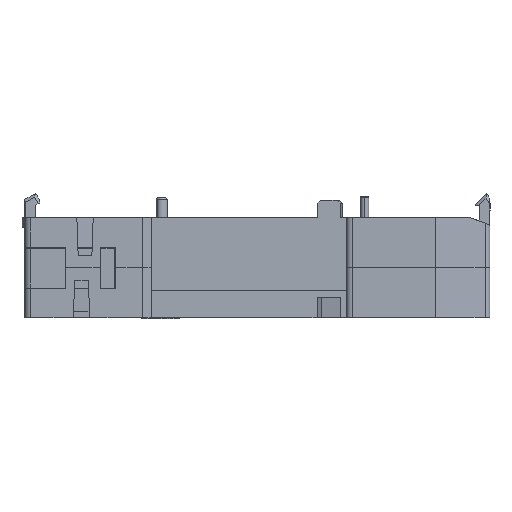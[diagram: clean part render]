
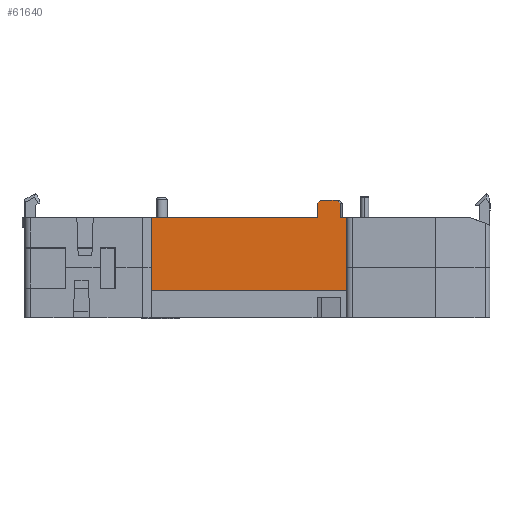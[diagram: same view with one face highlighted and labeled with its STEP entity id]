
A CAD part, front view. The second image highlights one B-rep face of the part: STEP entity #61640.
In plain terms, the highlighted planar face has unit normal (0, -1, 0).
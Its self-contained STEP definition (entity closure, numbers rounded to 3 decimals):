
#2464 = VERTEX_POINT ( 'NONE', #106408 ) ;
#4237 = EDGE_CURVE ( 'NONE', #43797, #117248, #36376, .T. ) ;
#8214 = VECTOR ( 'NONE', #102413, 1000. ) ;
#9033 = CARTESIAN_POINT ( 'NONE',  ( 6.897, -45.996, 2.5 ) ) ;
#9571 = CARTESIAN_POINT ( 'NONE',  ( -26., -45.996, -12.71 ) ) ;
#10199 = DIRECTION ( 'NONE',  ( 1., 0., 0. ) ) ;
#11739 = LINE ( 'NONE', #19501, #105111 ) ;
#13141 = DIRECTION ( 'NONE',  ( 0., -1., 0. ) ) ;
#13226 = VECTOR ( 'NONE', #98332, 1000. ) ;
#14732 = VERTEX_POINT ( 'NONE', #68524 ) ;
#19501 = CARTESIAN_POINT ( 'NONE',  ( 6.897, -45.996, -1.2 ) ) ;
#23268 = CARTESIAN_POINT ( 'NONE',  ( 10., -45.996, -1.2 ) ) ;
#25455 = CARTESIAN_POINT ( 'NONE',  ( 10., -45.996, -1.2 ) ) ;
#26015 = DIRECTION ( 'NONE',  ( -1., 0., 0. ) ) ;
#26720 = CARTESIAN_POINT ( 'NONE',  ( -42.66, -45.996, 0. ) ) ;
#29214 = DIRECTION ( 'NONE',  ( 0., 0., -1. ) ) ;
#30478 = ORIENTED_EDGE ( 'NONE', *, *, #63453, .T. ) ;
#30618 = DIRECTION ( 'NONE',  ( 0.718, 0., -0.696 ) ) ;
#31737 = CARTESIAN_POINT ( 'NONE',  ( -26., -45.996, -1.2 ) ) ;
#31747 = ORIENTED_EDGE ( 'NONE', *, *, #88516, .T. ) ;
#31823 = VERTEX_POINT ( 'NONE', #40330 ) ;
#32128 = VECTOR ( 'NONE', #30618, 1000. ) ;
#34516 = DIRECTION ( 'NONE',  ( 1., 0., 0. ) ) ;
#34914 = AXIS2_PLACEMENT_3D ( 'NONE', #53053, #13141, #44653 ) ;
#36376 = LINE ( 'NONE', #26720, #84148 ) ;
#37623 = EDGE_CURVE ( 'NONE', #70295, #91278, #81893, .T. ) ;
#38195 = ORIENTED_EDGE ( 'NONE', *, *, #67891, .T. ) ;
#39137 = LINE ( 'NONE', #59079, #13226 ) ;
#40330 = CARTESIAN_POINT ( 'NONE',  ( 6.897, -45.996, 0. ) ) ;
#41384 = CARTESIAN_POINT ( 'NONE',  ( -26., -45.996, -1.2 ) ) ;
#41949 = CARTESIAN_POINT ( 'NONE',  ( 6.382, -45.996, 3. ) ) ;
#42347 = EDGE_CURVE ( 'NONE', #84461, #122905, #55423, .T. ) ;
#43457 = ORIENTED_EDGE ( 'NONE', *, *, #42347, .T. ) ;
#43797 = VERTEX_POINT ( 'NONE', #112132 ) ;
#44653 = DIRECTION ( 'NONE',  ( 0., 0., -1. ) ) ;
#45419 = ORIENTED_EDGE ( 'NONE', *, *, #93800, .T. ) ;
#49290 = CARTESIAN_POINT ( 'NONE',  ( 3.839, -45.996, 3.333 ) ) ;
#50192 = EDGE_CURVE ( 'NONE', #91278, #84461, #97755, .T. ) ;
#51935 = LINE ( 'NONE', #61574, #89819 ) ;
#53053 = CARTESIAN_POINT ( 'NONE',  ( -26., -45.996, -1.2 ) ) ;
#54434 = DIRECTION ( 'NONE',  ( 0., 0., 1. ) ) ;
#55423 = LINE ( 'NONE', #23268, #8214 ) ;
#56250 = EDGE_CURVE ( 'NONE', #43797, #70295, #97434, .T. ) ;
#57896 = CARTESIAN_POINT ( 'NONE',  ( 10., -45.996, -8.71 ) ) ;
#58188 = CARTESIAN_POINT ( 'NONE',  ( 2.98, -45.996, 0. ) ) ;
#58999 = VECTOR ( 'NONE', #29214, 1000. ) ;
#59046 = CARTESIAN_POINT ( 'NONE',  ( -26., -45.996, -8.71 ) ) ;
#59079 = CARTESIAN_POINT ( 'NONE',  ( 2.98, -45.996, -1.2 ) ) ;
#61296 = DIRECTION ( 'NONE',  ( 0., 0., 1. ) ) ;
#61574 = CARTESIAN_POINT ( 'NONE',  ( -42.66, -45.996, 0. ) ) ;
#61613 = EDGE_LOOP ( 'NONE', ( #38195, #124053, #30478, #78231, #31747, #66436, #45419, #80907, #122659, #91605, #117203, #43457 ) ) ;
#61640 = ADVANCED_FACE ( 'NONE', ( #83272 ), #63971, .T. ) ;
#63453 = EDGE_CURVE ( 'NONE', #31823, #74412, #11739, .T. ) ;
#63971 = PLANE ( 'NONE',  #34914 ) ;
#66436 = ORIENTED_EDGE ( 'NONE', *, *, #97436, .F. ) ;
#66652 = VECTOR ( 'NONE', #10199, 1000. ) ;
#67891 = EDGE_CURVE ( 'NONE', #122905, #2464, #125214, .T. ) ;
#68524 = CARTESIAN_POINT ( 'NONE',  ( 3.495, -45.996, 3. ) ) ;
#70042 = CARTESIAN_POINT ( 'NONE',  ( -26., -45.996, -12.71 ) ) ;
#70295 = VERTEX_POINT ( 'NONE', #59046 ) ;
#71748 = DIRECTION ( 'NONE',  ( 0.718, 0., 0.696 ) ) ;
#74412 = VERTEX_POINT ( 'NONE', #9033 ) ;
#74921 = CARTESIAN_POINT ( 'NONE',  ( -26., -45.996, 3. ) ) ;
#76507 = VERTEX_POINT ( 'NONE', #110414 ) ;
#78231 = ORIENTED_EDGE ( 'NONE', *, *, #98735, .F. ) ;
#80907 = ORIENTED_EDGE ( 'NONE', *, *, #4237, .F. ) ;
#81893 = LINE ( 'NONE', #41384, #114684 ) ;
#83272 = FACE_OUTER_BOUND ( 'NONE', #61613, .T. ) ;
#84148 = VECTOR ( 'NONE', #105245, 1000. ) ;
#84461 = VERTEX_POINT ( 'NONE', #100544 ) ;
#88367 = VECTOR ( 'NONE', #26015, 1000. ) ;
#88516 = EDGE_CURVE ( 'NONE', #108194, #14732, #105174, .T. ) ;
#89165 = CARTESIAN_POINT ( 'NONE',  ( 6.638, -45.996, 2.752 ) ) ;
#89819 = VECTOR ( 'NONE', #34516, 1000. ) ;
#91278 = VERTEX_POINT ( 'NONE', #70042 ) ;
#91605 = ORIENTED_EDGE ( 'NONE', *, *, #37623, .T. ) ;
#93800 = EDGE_CURVE ( 'NONE', #76507, #117248, #39137, .T. ) ;
#97434 = LINE ( 'NONE', #31737, #58999 ) ;
#97436 = EDGE_CURVE ( 'NONE', #76507, #14732, #109129, .T. ) ;
#97755 = LINE ( 'NONE', #9571, #66652 ) ;
#98332 = DIRECTION ( 'NONE',  ( 0., 0., -1. ) ) ;
#98735 = EDGE_CURVE ( 'NONE', #108194, #74412, #119476, .T. ) ;
#100544 = CARTESIAN_POINT ( 'NONE',  ( 10., -45.996, -12.71 ) ) ;
#102413 = DIRECTION ( 'NONE',  ( 0., 0., 1. ) ) ;
#103580 = VECTOR ( 'NONE', #54434, 1000. ) ;
#105111 = VECTOR ( 'NONE', #61296, 1000. ) ;
#105174 = LINE ( 'NONE', #74921, #88367 ) ;
#105245 = DIRECTION ( 'NONE',  ( 1., 0., 0. ) ) ;
#106408 = CARTESIAN_POINT ( 'NONE',  ( 10., -45.996, 0. ) ) ;
#108194 = VERTEX_POINT ( 'NONE', #41949 ) ;
#109129 = LINE ( 'NONE', #49290, #120381 ) ;
#110414 = CARTESIAN_POINT ( 'NONE',  ( 2.98, -45.996, 2.5 ) ) ;
#112132 = CARTESIAN_POINT ( 'NONE',  ( -26., -45.996, 0. ) ) ;
#114684 = VECTOR ( 'NONE', #122478, 1000. ) ;
#115476 = EDGE_CURVE ( 'NONE', #31823, #2464, #51935, .T. ) ;
#117203 = ORIENTED_EDGE ( 'NONE', *, *, #50192, .T. ) ;
#117248 = VERTEX_POINT ( 'NONE', #58188 ) ;
#119476 = LINE ( 'NONE', #89165, #32128 ) ;
#120381 = VECTOR ( 'NONE', #71748, 1000. ) ;
#122478 = DIRECTION ( 'NONE',  ( 0., 0., -1. ) ) ;
#122659 = ORIENTED_EDGE ( 'NONE', *, *, #56250, .T. ) ;
#122905 = VERTEX_POINT ( 'NONE', #57896 ) ;
#124053 = ORIENTED_EDGE ( 'NONE', *, *, #115476, .F. ) ;
#125214 = LINE ( 'NONE', #25455, #103580 ) ;
